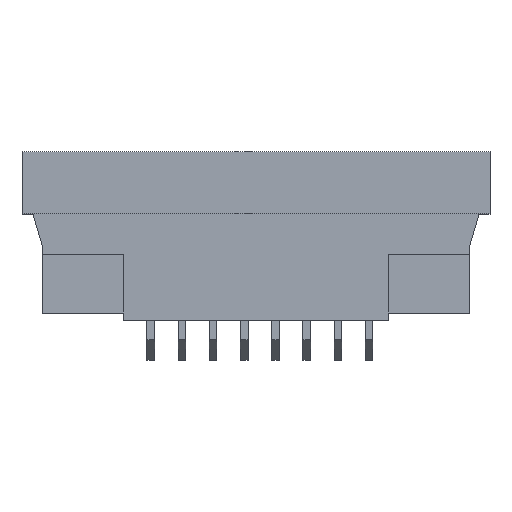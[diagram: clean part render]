
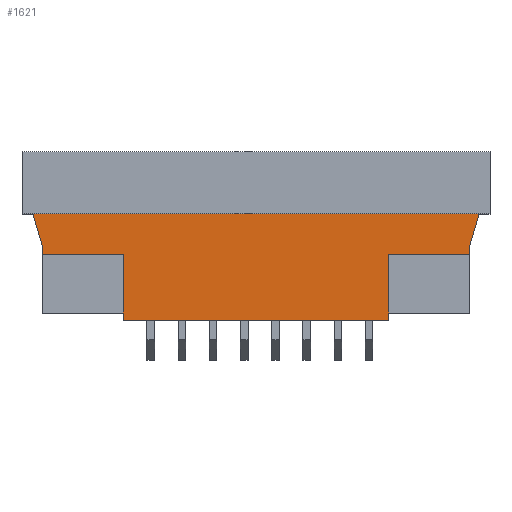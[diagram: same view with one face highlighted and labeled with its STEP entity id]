
A CAD part, top view. The second image highlights one B-rep face of the part: STEP entity #1621.
In plain terms, the highlighted planar face has unit normal (0, 0, 1).
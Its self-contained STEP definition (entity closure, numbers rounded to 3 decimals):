
#103=FACE_OUTER_BOUND('',#187,.T.);
#187=EDGE_LOOP('',(#1358,#1359,#1360,#1361,#1362,#1363,#1364,#1365,#1366,
#1367));
#218=LINE('',#2149,#440);
#228=LINE('',#2169,#450);
#402=LINE('',#2527,#624);
#403=LINE('',#2528,#625);
#404=LINE('',#2530,#626);
#405=LINE('',#2532,#627);
#406=LINE('',#2534,#628);
#407=LINE('',#2536,#629);
#408=LINE('',#2537,#630);
#409=LINE('',#2538,#631);
#440=VECTOR('',#1750,10.);
#450=VECTOR('',#1766,10.);
#624=VECTOR('',#2072,10.);
#625=VECTOR('',#2073,10.);
#626=VECTOR('',#2074,10.);
#627=VECTOR('',#2075,10.);
#628=VECTOR('',#2076,10.);
#629=VECTOR('',#2077,10.);
#630=VECTOR('',#2078,10.);
#631=VECTOR('',#2079,10.);
#661=VERTEX_POINT('',#2146);
#662=VERTEX_POINT('',#2148);
#668=VERTEX_POINT('',#2166);
#669=VERTEX_POINT('',#2168);
#786=VERTEX_POINT('',#2525);
#787=VERTEX_POINT('',#2526);
#788=VERTEX_POINT('',#2529);
#789=VERTEX_POINT('',#2531);
#790=VERTEX_POINT('',#2533);
#791=VERTEX_POINT('',#2535);
#810=EDGE_CURVE('',#661,#662,#218,.T.);
#820=EDGE_CURVE('',#668,#669,#228,.T.);
#994=EDGE_CURVE('',#786,#787,#402,.T.);
#995=EDGE_CURVE('',#662,#787,#403,.T.);
#996=EDGE_CURVE('',#788,#661,#404,.T.);
#997=EDGE_CURVE('',#789,#788,#405,.T.);
#998=EDGE_CURVE('',#790,#789,#406,.T.);
#999=EDGE_CURVE('',#791,#790,#407,.T.);
#1000=EDGE_CURVE('',#669,#791,#408,.T.);
#1001=EDGE_CURVE('',#786,#668,#409,.T.);
#1358=ORIENTED_EDGE('',*,*,#994,.T.);
#1359=ORIENTED_EDGE('',*,*,#995,.F.);
#1360=ORIENTED_EDGE('',*,*,#810,.F.);
#1361=ORIENTED_EDGE('',*,*,#996,.F.);
#1362=ORIENTED_EDGE('',*,*,#997,.F.);
#1363=ORIENTED_EDGE('',*,*,#998,.F.);
#1364=ORIENTED_EDGE('',*,*,#999,.F.);
#1365=ORIENTED_EDGE('',*,*,#1000,.F.);
#1366=ORIENTED_EDGE('',*,*,#820,.F.);
#1367=ORIENTED_EDGE('',*,*,#1001,.F.);
#1537=PLANE('',#1719);
#1621=ADVANCED_FACE('',(#103),#1537,.F.);
#1719=AXIS2_PLACEMENT_3D('',#2524,#2070,#2071);
#1750=DIRECTION('',(0.,1.,0.));
#1766=DIRECTION('',(0.,-1.,0.));
#2070=DIRECTION('center_axis',(0.,0.,-1.));
#2071=DIRECTION('ref_axis',(-1.,0.,0.));
#2072=DIRECTION('',(-1.,0.,0.));
#2073=DIRECTION('',(-0.287,0.958,0.));
#2074=DIRECTION('',(-1.,0.,0.));
#2075=DIRECTION('',(0.,1.,0.));
#2076=DIRECTION('',(-1.,0.,0.));
#2077=DIRECTION('',(0.,-1.,0.));
#2078=DIRECTION('',(-1.,0.,0.));
#2079=DIRECTION('',(-0.287,-0.958,0.));
#2146=CARTESIAN_POINT('',(-6.85,-1.3,2.2));
#2148=CARTESIAN_POINT('',(-6.85,-1.,2.2));
#2149=CARTESIAN_POINT('',(-6.85,-0.85,2.2));
#2166=CARTESIAN_POINT('',(6.85,-1.,2.2));
#2168=CARTESIAN_POINT('',(6.85,-1.3,2.2));
#2169=CARTESIAN_POINT('',(6.85,-2.05,2.2));
#2524=CARTESIAN_POINT('Origin',(0.,-0.7,2.2));
#2525=CARTESIAN_POINT('',(7.15,0.,2.2));
#2526=CARTESIAN_POINT('',(-7.15,0.,2.2));
#2527=CARTESIAN_POINT('',(-3.75,0.,2.2));
#2528=CARTESIAN_POINT('',(-6.758,-1.305,2.2));
#2529=CARTESIAN_POINT('',(-4.25,-1.3,2.2));
#2530=CARTESIAN_POINT('',(-3.425,-1.3,2.2));
#2531=CARTESIAN_POINT('',(-4.25,-3.4,2.2));
#2532=CARTESIAN_POINT('',(-4.25,-1.,2.2));
#2533=CARTESIAN_POINT('',(4.25,-3.4,2.2));
#2534=CARTESIAN_POINT('',(-3.425,-3.4,2.2));
#2535=CARTESIAN_POINT('',(4.25,-1.3,2.2));
#2536=CARTESIAN_POINT('',(4.25,-2.05,2.2));
#2537=CARTESIAN_POINT('',(2.125,-1.3,2.2));
#2538=CARTESIAN_POINT('',(6.608,-1.805,2.2));
